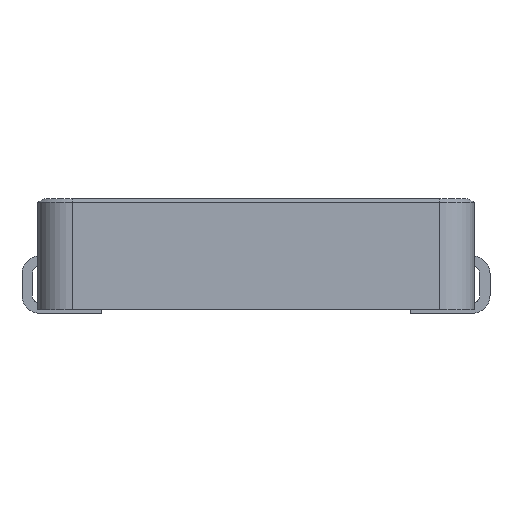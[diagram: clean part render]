
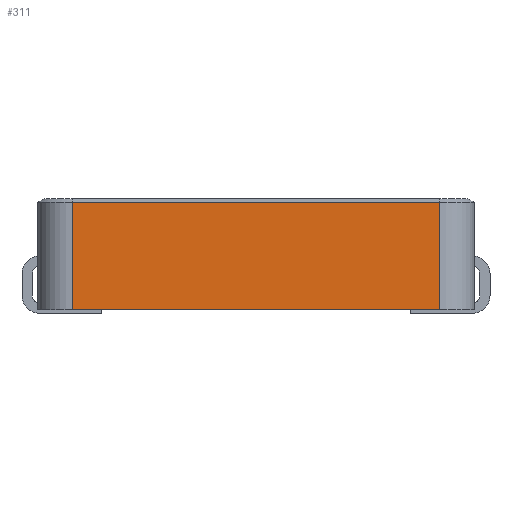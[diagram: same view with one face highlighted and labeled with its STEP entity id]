
A CAD part, front view. The second image highlights one B-rep face of the part: STEP entity #311.
In plain terms, the highlighted planar face has unit normal (0, -1, 0).
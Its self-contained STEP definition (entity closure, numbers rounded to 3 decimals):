
#311 = ADVANCED_FACE( '', ( #683 ), #684, .F. );
#683 = FACE_OUTER_BOUND( '', #1110, .T. );
#684 = PLANE( '', #1111 );
#1110 = EDGE_LOOP( '', ( #2036, #2037, #2038, #2039 ) );
#1111 = AXIS2_PLACEMENT_3D( '', #2040, #2041, #2042 );
#2036 = ORIENTED_EDGE( '', *, *, #2999, .T. );
#2037 = ORIENTED_EDGE( '', *, *, #2974, .T. );
#2038 = ORIENTED_EDGE( '', *, *, #3000, .T. );
#2039 = ORIENTED_EDGE( '', *, *, #2869, .T. );
#2040 = CARTESIAN_POINT( '', ( -6.3, -6.3, 3.2 ) );
#2041 = DIRECTION( '', ( 0., 1., 0. ) );
#2042 = DIRECTION( '', ( -1., 0., 0. ) );
#2869 = EDGE_CURVE( '', #3509, #3507, #3510, .T. );
#2974 = EDGE_CURVE( '', #3655, #3536, #3656, .T. );
#2999 = EDGE_CURVE( '', #3507, #3655, #3691, .F. );
#3000 = EDGE_CURVE( '', #3536, #3509, #3692, .T. );
#3507 = VERTEX_POINT( '', #4609 );
#3509 = VERTEX_POINT( '', #4611 );
#3510 = LINE( '', #4612, #4613 );
#3536 = VERTEX_POINT( '', #4647 );
#3655 = VERTEX_POINT( '', #4884 );
#3656 = LINE( '', #4885, #4886 );
#3691 = LINE( '', #4934, #4935 );
#3692 = LINE( '', #4936, #4937 );
#4609 = CARTESIAN_POINT( '', ( 5.3, -6.3, 0. ) );
#4611 = CARTESIAN_POINT( '', ( -5.3, -6.3, 0. ) );
#4612 = CARTESIAN_POINT( '', ( -6.3, -6.3, 0. ) );
#4613 = VECTOR( '', #5277, 1000. );
#4647 = CARTESIAN_POINT( '', ( -5.3, -6.3, 3.1 ) );
#4884 = CARTESIAN_POINT( '', ( 5.3, -6.3, 3.1 ) );
#4885 = CARTESIAN_POINT( '', ( -5.3, -6.3, 3.1 ) );
#4886 = VECTOR( '', #5350, 1000. );
#4934 = CARTESIAN_POINT( '', ( 5.3, -6.3, 3.2 ) );
#4935 = VECTOR( '', #5377, 1000. );
#4936 = CARTESIAN_POINT( '', ( -5.3, -6.3, 3.2 ) );
#4937 = VECTOR( '', #5378, 1000. );
#5277 = DIRECTION( '', ( 1., 0., 0. ) );
#5350 = DIRECTION( '', ( -1., 0., 0. ) );
#5377 = DIRECTION( '', ( 0., 0., -1. ) );
#5378 = DIRECTION( '', ( 0., 0., -1. ) );
